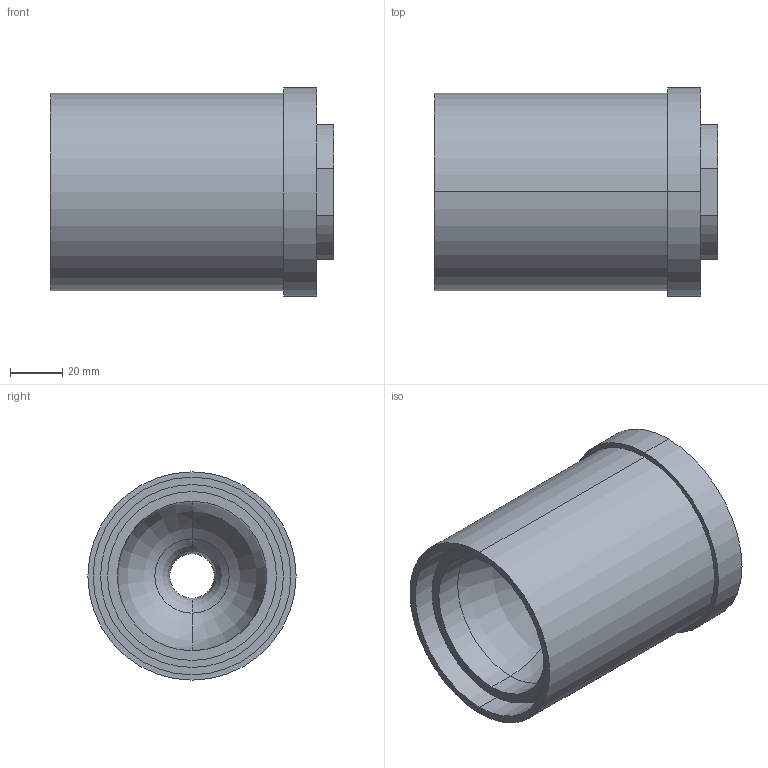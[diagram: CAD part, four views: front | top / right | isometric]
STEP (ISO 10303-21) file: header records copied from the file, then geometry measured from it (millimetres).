
FILE_DESCRIPTION (( 'STEP AP214' ), '1' );
FILE_NAME ('2018-01-09 SHF-Composite Nozzle-V-02-with-motor-casing.STEP', '2018-01-28T23:09:25', ( '' ), ( '' ), 'SwSTEP 2.0', 'SolidWorks 2017', '' );
FILE_SCHEMA (( 'AUTOMOTIVE_DESIGN' ));
Length unit declared in the file: millimetre
Products named in the file (7): Nozzle - Graphite Throat Insert-V-02; 91253A113_ALLOY STEEL FLAT-HEAD SOCKET CAP SCREW_91253A113; Motor-Casing; Nozzle - Steel Converging Section-V-02; 2018-01-09 SHF-Composite Nozzle-V-02-with-motor-casing; Nozzle - Steel Diverging Section-V-02; Motor-Casing-End-Cap
Assembly tree (6 placements, depth 2):
  2018-01-09 SHF-Composite Nozzle-V-02-with-motor-casing
    Nozzle - Steel Converging Section-V-02
    Nozzle - Graphite Throat Insert-V-02
    Nozzle - Steel Diverging Section-V-02
    91253A113_ALLOY STEEL FLAT-HEAD SOCKET CAP SCREW_91253A113
    Motor-Casing
    Motor-Casing-End-Cap
Bounding box: 107.95 x 79.38 x 79.38 mm (x, y, z)
Volume: 290005.1 mm3; surface area: 113930.8 mm2
Topology: 6 solids, 6 shells, 253 faces, 637 edges, 407 vertices
Faces by surface type: cylinder 169, plane 37, cone 31, torus 12, bspline 4
Entity records: 11596 total; most frequent: CARTESIAN_POINT 4187, ORIENTED_EDGE 1258, DIRECTION 1103, EDGE_CURVE 629, AXIS2_PLACEMENT_3D 444, VERTEX_POINT 407, EDGE_LOOP 290, ADVANCED_FACE 253
